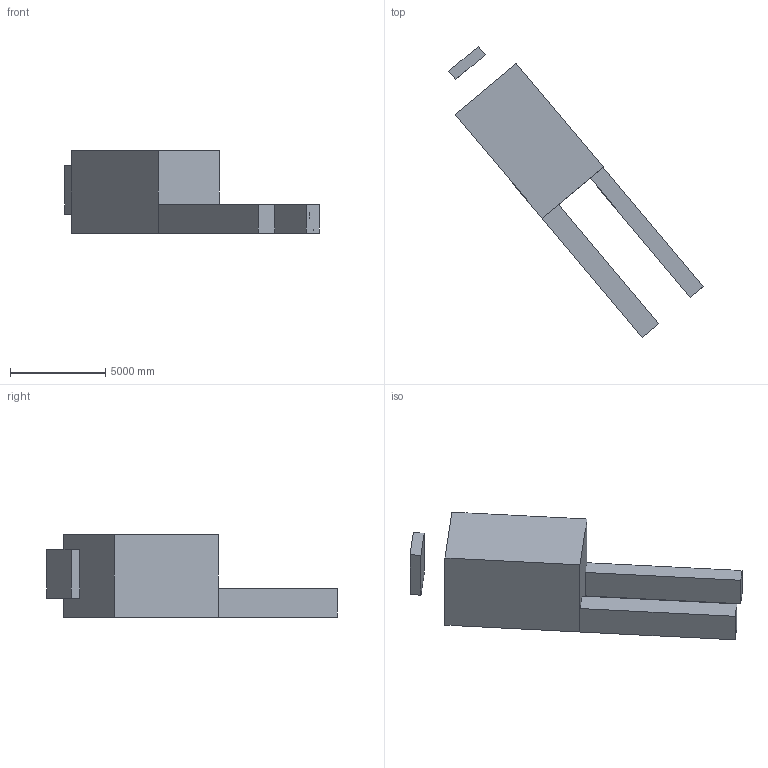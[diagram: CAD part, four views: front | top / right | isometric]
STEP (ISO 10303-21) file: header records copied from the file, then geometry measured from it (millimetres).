
FILE_DESCRIPTION(('STEP AP214'),'1');
FILE_NAME('rails.stp','2023-11-30T09:14:50',(' '),(' '),'Spatial InterOp 3D',' ',' ');
FILE_SCHEMA(('AUTOMOTIVE_DESIGN { 1 0 10303 214 1 1 1 1 }'));
Length unit declared in the file: metre
Products named in the file (16): VV_INSERTS; _m9005_; PORT_PLUG_AREA; rails; PC_RAILS; _m9014_; PORT_CELL_RAILS; enclosure01_0_; _m0_5; ENCLOSURES; enclosure02_0_; _m0_6; enclosure03_0_; _m0_7; enclosure04_0_; _m0_8
Assembly tree (15 placements, depth 4):
  rails
    PORT_PLUG_AREA
      VV_INSERTS
        _m9005_
    PORT_CELL_RAILS
      PC_RAILS
        _m9014_
    ENCLOSURES
      enclosure01_0_
        _m0_5
      enclosure02_0_
        _m0_6
      enclosure03_0_
        _m0_7
      enclosure04_0_
        _m0_8
Bounding box: 13356.21 x 15275.21 x 4317.77 mm (x, y, z)
Volume: 160715791226.4 mm3; surface area: 436826000.6 mm2
Topology: 72 solids, 72 shells, 716 faces, 1662 edges, 1108 vertices
Faces by surface type: plane 675, cylinder 41
Entity records: 20843 total; most frequent: CARTESIAN_POINT 3511, ORIENTED_EDGE 3324, DIRECTION 3226, EDGE_CURVE 1662, LINE 1580, VECTOR 1580, VERTEX_POINT 1108, AXIS2_PLACEMENT_3D 823
